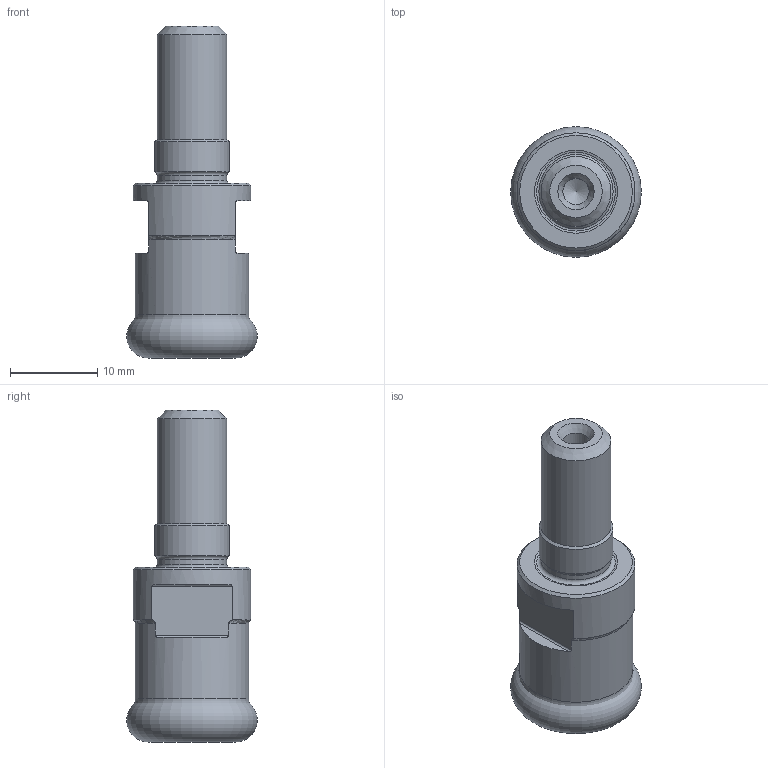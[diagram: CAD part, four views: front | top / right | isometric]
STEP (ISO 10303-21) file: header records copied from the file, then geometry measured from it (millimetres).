
FILE_DESCRIPTION(/* description */ (''),/* implementation_level */ '2;1');
FILE_NAME(/* name */ 'ax_step_export_ax_temp_1.stp',/* time_stamp */ '2019-12-16T12:34:46+01:00',/* author */ (''),/* organization */ (''),/* preprocessor_version */ 'ST-DEVELOPER v16.7',/* originating_system */ 'SIEMENS PLM Software NX 12.0',/* authorisation */ '');
FILE_SCHEMA (('AUTOMOTIVE_DESIGN { 1 0 10303 214 3 1 1 1 }'));
Length unit declared in the file: millimetre
Products named in the file (1): ax_temp_1
Bounding box: 14.95 x 14.95 x 38 mm (x, y, z)
Volume: 3924.9 mm3; surface area: 2257.8 mm2
Topology: 2 solids, 2 shells, 38 faces, 93 edges, 58 vertices
Faces by surface type: cylinder 11, torus 10, plane 9, cone 8
Full cylindrical faces by diameter (mm): 3 x1, 8 x2, 8.5 x1, 13 x1, 13.5 x1, 14.4 x1
Entity records: 1365 total; most frequent: CARTESIAN_POINT 339, DIRECTION 156, ORIENTED_EDGE 118, AXIS2_PLACEMENT_3D 70, EDGE_LOOP 60, EDGE_CURVE 59, FACE_BOUND 49, VERTEX_POINT 49
